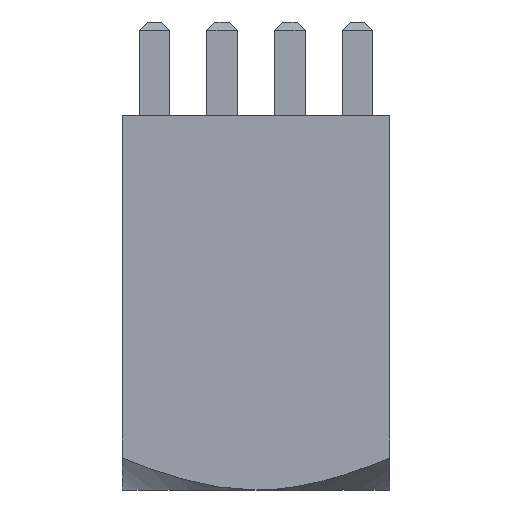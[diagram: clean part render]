
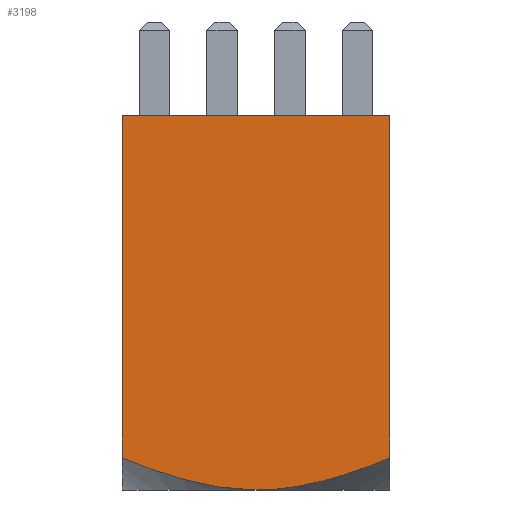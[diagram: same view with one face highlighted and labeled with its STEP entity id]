
A CAD part, left-side view. The second image highlights one B-rep face of the part: STEP entity #3198.
In plain terms, the highlighted planar face has unit normal (-1, 0, 0).
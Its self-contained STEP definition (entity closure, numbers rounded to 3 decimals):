
#328 = CARTESIAN_POINT ( 'NONE',  ( -5., -5., 0. ) ) ;
#331 = CARTESIAN_POINT ( 'NONE',  ( -5., 5., 0. ) ) ;
#333 = CARTESIAN_POINT ( 'NONE',  ( -5., -5., -12.804 ) ) ;
#340 = CARTESIAN_POINT ( 'NONE',  ( -5., 0., -14. ) ) ;
#341 = CARTESIAN_POINT ( 'NONE',  ( -5., 5., -12.804 ) ) ;
#563 = CARTESIAN_POINT ( 'NONE',  ( -5., 4.6, -12.967 ) ) ;
#564 = CARTESIAN_POINT ( 'NONE',  ( -5., 5., -12.804 ) ) ;
#570 = CARTESIAN_POINT ( 'NONE',  ( -5., 4.197, -13.123 ) ) ;
#571 = CARTESIAN_POINT ( 'NONE',  ( -5., 3.378, -13.408 ) ) ;
#572 = CARTESIAN_POINT ( 'NONE',  ( -5., 2.964, -13.538 ) ) ;
#573 = CARTESIAN_POINT ( 'NONE',  ( -5., 1.714, -13.865 ) ) ;
#626 = CARTESIAN_POINT ( 'NONE',  ( -5., 0., -14. ) ) ;
#870 = LINE ( 'NONE', #878, #1531 ) ;
#873 = LINE ( 'NONE', #884, #1532 ) ;
#876 = CARTESIAN_POINT ( 'NONE',  ( -5., -0.43, -14. ) ) ;
#878 = CARTESIAN_POINT ( 'NONE',  ( -5., -5., 0. ) ) ;
#879 = DIRECTION ( 'NONE',  ( 0., -1., 0. ) ) ;
#881 = CARTESIAN_POINT ( 'NONE',  ( -5., 0., -14. ) ) ;
#884 = CARTESIAN_POINT ( 'NONE',  ( -5., -5., -14. ) ) ;
#885 = DIRECTION ( 'NONE',  ( 0., 0., 1. ) ) ;
#887 = CARTESIAN_POINT ( 'NONE',  ( -5., -0.867, -13.967 ) ) ;
#888 = CARTESIAN_POINT ( 'NONE',  ( -5., -1.719, -13.844 ) ) ;
#889 = CARTESIAN_POINT ( 'NONE',  ( -5., -2.139, -13.754 ) ) ;
#890 = CARTESIAN_POINT ( 'NONE',  ( -5., -3.386, -13.427 ) ) ;
#891 = CARTESIAN_POINT ( 'NONE',  ( -5., -4.202, -13.13 ) ) ;
#892 = CARTESIAN_POINT ( 'NONE',  ( -5., -5., -12.804 ) ) ;
#896 = LINE ( 'NONE', #898, #1535 ) ;
#898 = CARTESIAN_POINT ( 'NONE',  ( -5., 5., -14. ) ) ;
#899 = DIRECTION ( 'NONE',  ( 0., 0., 1. ) ) ;
#915 = CARTESIAN_POINT ( 'NONE',  ( -5., -5., -14. ) ) ;
#919 = FACE_OUTER_BOUND ( 'NONE', #1831, .T. ) ;
#920 = PLANE ( 'NONE',  #3879 ) ;
#922 = DIRECTION ( 'NONE',  ( -1., 0., 0. ) ) ;
#923 = DIRECTION ( 'NONE',  ( 0., 0., 1. ) ) ;
#1531 = VECTOR ( 'NONE', #879, 1000. ) ;
#1532 = VECTOR ( 'NONE', #885, 1000. ) ;
#1535 = VECTOR ( 'NONE', #899, 1000. ) ;
#1742 = VERTEX_POINT ( 'NONE', #328 ) ;
#1745 = VERTEX_POINT ( 'NONE', #331 ) ;
#1747 = VERTEX_POINT ( 'NONE', #333 ) ;
#1753 = ORIENTED_EDGE ( 'NONE', *, *, #3188, .F. ) ;
#1765 = ORIENTED_EDGE ( 'NONE', *, *, #3190, .T. ) ;
#1766 = ORIENTED_EDGE ( 'NONE', *, *, #2671, .T. ) ;
#1767 = ORIENTED_EDGE ( 'NONE', *, *, #3191, .T. ) ;
#1831 = EDGE_LOOP ( 'NONE', ( #3869, #1766, #1767, #1765, #1753 ) ) ;
#1986 = VERTEX_POINT ( 'NONE', #340 ) ;
#2004 = VERTEX_POINT ( 'NONE', #341 ) ;
#2671 = EDGE_CURVE ( 'NONE', #2004, #1986, #2726, .T. ) ;
#2726 = B_SPLINE_CURVE_WITH_KNOTS ( 'NONE', 3,
 ( #564, #563, #570, #571, #572, #573, #3676, #626 ),
 .UNSPECIFIED., .F., .F.,
 ( 4, 2, 2, 4 ),
 ( 0.013, 0.014, 0.016, 0.018 ),
 .UNSPECIFIED. ) ;
#2727 = B_SPLINE_CURVE_WITH_KNOTS ( 'NONE', 3,
 ( #881, #876, #887, #888, #889, #890, #891, #892 ),
 .UNSPECIFIED., .F., .F.,
 ( 4, 2, 2, 4 ),
 ( 0.018, 0.019, 0.021, 0.023 ),
 .UNSPECIFIED. ) ;
#3188 = EDGE_CURVE ( 'NONE', #1745, #1742, #870, .T. ) ;
#3190 = EDGE_CURVE ( 'NONE', #1747, #1742, #873, .T. ) ;
#3191 = EDGE_CURVE ( 'NONE', #1986, #1747, #2727, .T. ) ;
#3193 = EDGE_CURVE ( 'NONE', #2004, #1745, #896, .T. ) ;
#3198 = ADVANCED_FACE ( 'NONE', ( #919 ), #920, .T. ) ;
#3676 = CARTESIAN_POINT ( 'NONE',  ( -5., 0.868, -14. ) ) ;
#3869 = ORIENTED_EDGE ( 'NONE', *, *, #3193, .F. ) ;
#3879 = AXIS2_PLACEMENT_3D ( 'NONE', #915, #922, #923 ) ;
